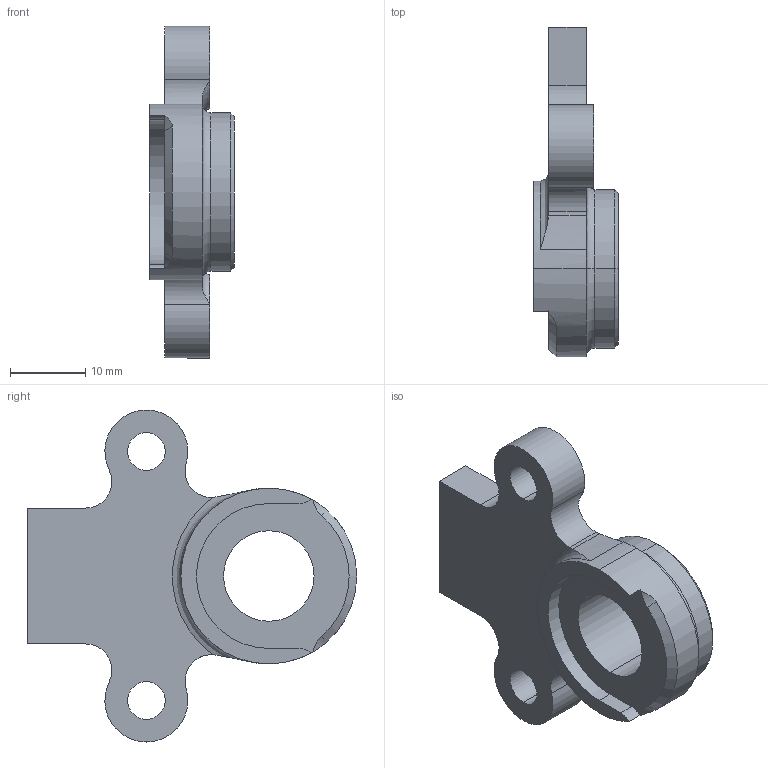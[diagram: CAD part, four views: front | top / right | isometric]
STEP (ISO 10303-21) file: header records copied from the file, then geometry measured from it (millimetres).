
FILE_DESCRIPTION (( 'STEP AP214' ), '1' );
FILE_NAME ('DR2060U.STEP', '2018-06-27T22:36:33', ( 'JeffCAD' ), ( 'Microsoft' ), 'SwSTEP 2.0', 'SolidWorks 2018', '' );
FILE_SCHEMA (( 'AUTOMOTIVE_DESIGN' ));
Length unit declared in the file: millimetre
Products named in the file (1): DR2060U
Bounding box: 11.25 x 43.64 x 44 mm (x, y, z)
Volume: 5992.1 mm3; surface area: 3614.1 mm2
Topology: 1 solids, 1 shells, 48 faces, 124 edges, 78 vertices
Faces by surface type: cylinder 23, plane 12, cone 7, torus 6
Entity records: 1596 total; most frequent: CARTESIAN_POINT 337, DIRECTION 280, ORIENTED_EDGE 248, EDGE_CURVE 124, AXIS2_PLACEMENT_3D 117, VERTEX_POINT 78, CIRCLE 68, EDGE_LOOP 54
